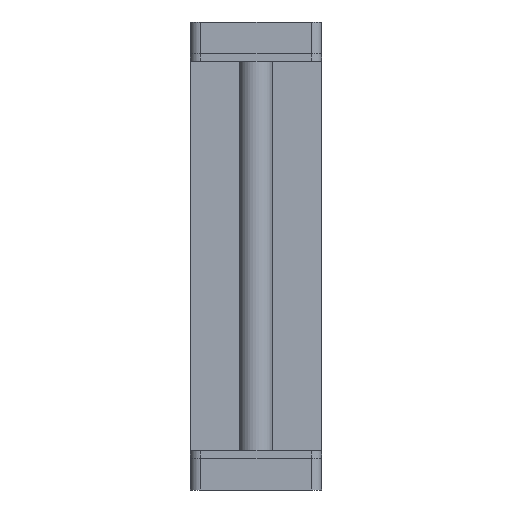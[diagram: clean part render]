
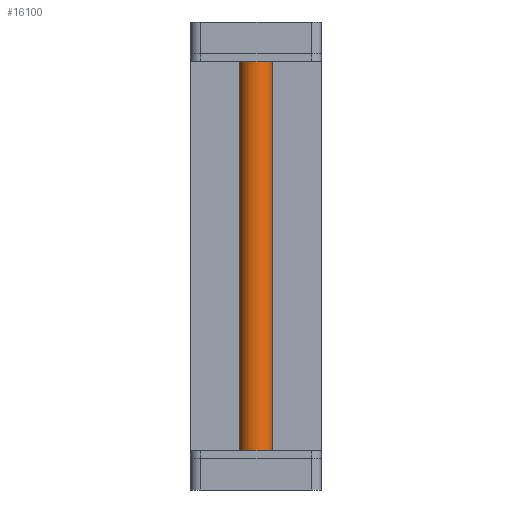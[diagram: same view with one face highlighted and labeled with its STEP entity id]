
A CAD part, left-side view. The second image highlights one B-rep face of the part: STEP entity #16100.
In plain terms, the highlighted cylindrical face has radius 3.175 mm (diameter 6.35 mm), a full revolution.
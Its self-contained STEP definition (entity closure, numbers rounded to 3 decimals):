
#16100 = ADVANCED_FACE('',(#16101),#16115,.T.);
#16101 = FACE_BOUND('',#16102,.T.);
#16102 = EDGE_LOOP('',(#16103,#16133,#16164,#16165));
#16103 = ORIENTED_EDGE('',*,*,#16104,.F.);
#16104 = EDGE_CURVE('',#16105,#16107,#16109,.T.);
#16105 = VERTEX_POINT('',#16106);
#16106 = CARTESIAN_POINT('',(3.175,0.,-37.05));
#16107 = VERTEX_POINT('',#16108);
#16108 = CARTESIAN_POINT('',(3.175,0.,37.05));
#16109 = SEAM_CURVE('',#16110,(#16114,#16126),.PCURVE_S1.);
#16110 = LINE('',#16111,#16112);
#16111 = CARTESIAN_POINT('',(3.175,0.,-37.05));
#16112 = VECTOR('',#16113,1.);
#16113 = DIRECTION('',(0.,0.,1.));
#16114 = PCURVE('',#16115,#16120);
#16115 = CYLINDRICAL_SURFACE('',#16116,3.175);
#16116 = AXIS2_PLACEMENT_3D('',#16117,#16118,#16119);
#16117 = CARTESIAN_POINT('',(0.,0.,-37.05));
#16118 = DIRECTION('',(-0.,-0.,-1.));
#16119 = DIRECTION('',(1.,0.,0.));
#16120 = DEFINITIONAL_REPRESENTATION('',(#16121),#16125);
#16121 = LINE('',#16122,#16123);
#16122 = CARTESIAN_POINT('',(6.283,0.));
#16123 = VECTOR('',#16124,1.);
#16124 = DIRECTION('',(-0.,-1.));
#16125 = ( GEOMETRIC_REPRESENTATION_CONTEXT(2) 
PARAMETRIC_REPRESENTATION_CONTEXT() REPRESENTATION_CONTEXT('2D SPACE',''
  ) );
#16126 = PCURVE('',#16115,#16127);
#16127 = DEFINITIONAL_REPRESENTATION('',(#16128),#16132);
#16128 = LINE('',#16129,#16130);
#16129 = CARTESIAN_POINT('',(0.,0.));
#16130 = VECTOR('',#16131,1.);
#16131 = DIRECTION('',(-0.,-1.));
#16132 = ( GEOMETRIC_REPRESENTATION_CONTEXT(2) 
PARAMETRIC_REPRESENTATION_CONTEXT() REPRESENTATION_CONTEXT('2D SPACE',''
  ) );
#16133 = ORIENTED_EDGE('',*,*,#16134,.T.);
#16134 = EDGE_CURVE('',#16105,#16105,#16135,.T.);
#16135 = SURFACE_CURVE('',#16136,(#16141,#16148),.PCURVE_S1.);
#16136 = CIRCLE('',#16137,3.175);
#16137 = AXIS2_PLACEMENT_3D('',#16138,#16139,#16140);
#16138 = CARTESIAN_POINT('',(0.,0.,-37.05));
#16139 = DIRECTION('',(0.,0.,1.));
#16140 = DIRECTION('',(1.,0.,-0.));
#16141 = PCURVE('',#16115,#16142);
#16142 = DEFINITIONAL_REPRESENTATION('',(#16143),#16147);
#16143 = LINE('',#16144,#16145);
#16144 = CARTESIAN_POINT('',(6.283,0.));
#16145 = VECTOR('',#16146,1.);
#16146 = DIRECTION('',(-1.,0.));
#16147 = ( GEOMETRIC_REPRESENTATION_CONTEXT(2) 
PARAMETRIC_REPRESENTATION_CONTEXT() REPRESENTATION_CONTEXT('2D SPACE',''
  ) );
#16148 = PCURVE('',#16149,#16154);
#16149 = PLANE('',#16150);
#16150 = AXIS2_PLACEMENT_3D('',#16151,#16152,#16153);
#16151 = CARTESIAN_POINT('',(3.175,0.,-37.05));
#16152 = DIRECTION('',(0.,0.,-1.));
#16153 = DIRECTION('',(-1.,0.,0.));
#16154 = DEFINITIONAL_REPRESENTATION('',(#16155),#16163);
#16155 = ( BOUNDED_CURVE() B_SPLINE_CURVE(2,(#16156,#16157,#16158,#16159
    ,#16160,#16161,#16162),.UNSPECIFIED.,.F.,.F.) 
B_SPLINE_CURVE_WITH_KNOTS((1,2,2,2,2,1),(-2.094,0.,
    2.094,4.189,6.283,8.378),
.UNSPECIFIED.) CURVE() GEOMETRIC_REPRESENTATION_ITEM() 
RATIONAL_B_SPLINE_CURVE((1.,0.5,1.,0.5,1.,0.5,1.)) REPRESENTATION_ITEM(
  '') );
#16156 = CARTESIAN_POINT('',(0.,0.));
#16157 = CARTESIAN_POINT('',(0.,5.499));
#16158 = CARTESIAN_POINT('',(4.763,2.75));
#16159 = CARTESIAN_POINT('',(9.525,0.));
#16160 = CARTESIAN_POINT('',(4.763,-2.75));
#16161 = CARTESIAN_POINT('',(0.,-5.499));
#16162 = CARTESIAN_POINT('',(0.,0.));
#16163 = ( GEOMETRIC_REPRESENTATION_CONTEXT(2) 
PARAMETRIC_REPRESENTATION_CONTEXT() REPRESENTATION_CONTEXT('2D SPACE',''
  ) );
#16164 = ORIENTED_EDGE('',*,*,#16104,.T.);
#16165 = ORIENTED_EDGE('',*,*,#16166,.F.);
#16166 = EDGE_CURVE('',#16107,#16107,#16167,.T.);
#16167 = SURFACE_CURVE('',#16168,(#16173,#16180),.PCURVE_S1.);
#16168 = CIRCLE('',#16169,3.175);
#16169 = AXIS2_PLACEMENT_3D('',#16170,#16171,#16172);
#16170 = CARTESIAN_POINT('',(0.,0.,37.05));
#16171 = DIRECTION('',(0.,0.,1.));
#16172 = DIRECTION('',(1.,0.,-0.));
#16173 = PCURVE('',#16115,#16174);
#16174 = DEFINITIONAL_REPRESENTATION('',(#16175),#16179);
#16175 = LINE('',#16176,#16177);
#16176 = CARTESIAN_POINT('',(6.283,-74.1));
#16177 = VECTOR('',#16178,1.);
#16178 = DIRECTION('',(-1.,0.));
#16179 = ( GEOMETRIC_REPRESENTATION_CONTEXT(2) 
PARAMETRIC_REPRESENTATION_CONTEXT() REPRESENTATION_CONTEXT('2D SPACE',''
  ) );
#16180 = PCURVE('',#16181,#16186);
#16181 = PLANE('',#16182);
#16182 = AXIS2_PLACEMENT_3D('',#16183,#16184,#16185);
#16183 = CARTESIAN_POINT('',(3.175,0.,37.05));
#16184 = DIRECTION('',(0.,0.,-1.));
#16185 = DIRECTION('',(-1.,0.,0.));
#16186 = DEFINITIONAL_REPRESENTATION('',(#16187),#16195);
#16187 = ( BOUNDED_CURVE() B_SPLINE_CURVE(2,(#16188,#16189,#16190,#16191
    ,#16192,#16193,#16194),.UNSPECIFIED.,.F.,.F.) 
B_SPLINE_CURVE_WITH_KNOTS((1,2,2,2,2,1),(-2.094,0.,
    2.094,4.189,6.283,8.378),
.UNSPECIFIED.) CURVE() GEOMETRIC_REPRESENTATION_ITEM() 
RATIONAL_B_SPLINE_CURVE((1.,0.5,1.,0.5,1.,0.5,1.)) REPRESENTATION_ITEM(
  '') );
#16188 = CARTESIAN_POINT('',(0.,0.));
#16189 = CARTESIAN_POINT('',(0.,5.499));
#16190 = CARTESIAN_POINT('',(4.763,2.75));
#16191 = CARTESIAN_POINT('',(9.525,0.));
#16192 = CARTESIAN_POINT('',(4.763,-2.75));
#16193 = CARTESIAN_POINT('',(0.,-5.499));
#16194 = CARTESIAN_POINT('',(0.,0.));
#16195 = ( GEOMETRIC_REPRESENTATION_CONTEXT(2) 
PARAMETRIC_REPRESENTATION_CONTEXT() REPRESENTATION_CONTEXT('2D SPACE',''
  ) );
